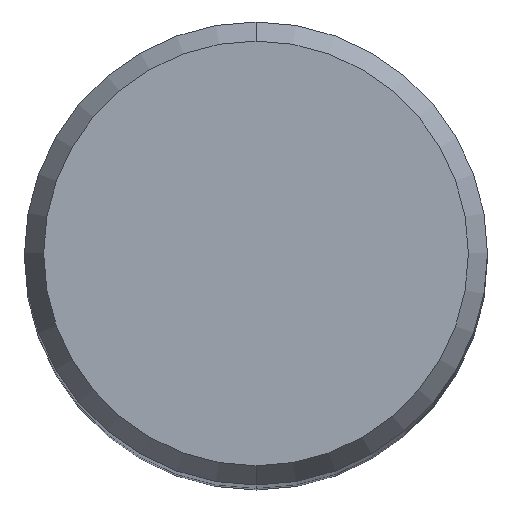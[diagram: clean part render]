
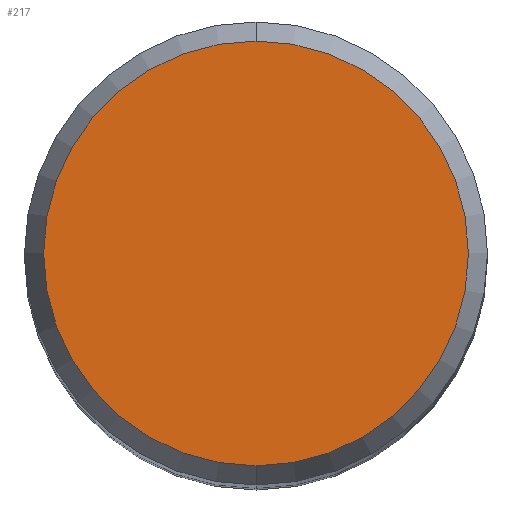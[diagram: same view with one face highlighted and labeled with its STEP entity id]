
A CAD part, top view. The second image highlights one B-rep face of the part: STEP entity #217.
In plain terms, the highlighted planar face has unit normal (0, 0, 1).
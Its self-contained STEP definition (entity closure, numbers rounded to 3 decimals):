
#205=VERTEX_POINT('',#460);
#217=ADVANCED_FACE('',(#476),#477,.T.);
#221=VERTEX_POINT('',#482);
#257=EDGE_CURVE('',#205,#221,#521,.T.);
#329=EDGE_CURVE('',#221,#205,#601,.T.);
#460=CARTESIAN_POINT('',(0.,-5.098,0.));
#476=FACE_OUTER_BOUND('',#778,.T.);
#477=PLANE('',#779);
#482=CARTESIAN_POINT('',(0.0,5.098,0.));
#521=CIRCLE('',#891,5.098);
#601=CIRCLE('',#1103,5.098);
#778=EDGE_LOOP('',(#1356,#1357));
#779=AXIS2_PLACEMENT_3D('',#1358,#1359,#1360);
#891=AXIS2_PLACEMENT_3D('',#1402,#1403,#1404);
#1103=AXIS2_PLACEMENT_3D('',#1509,#1510,#1511);
#1356=ORIENTED_EDGE('',*,*,#329,.F.);
#1357=ORIENTED_EDGE('',*,*,#257,.F.);
#1358=CARTESIAN_POINT('',(0.0,2.549,0.));
#1359=DIRECTION('',(-0.0,0.0,1.0));
#1360=DIRECTION('',(0.0,-1.0,0.0));
#1402=CARTESIAN_POINT('',(0.0,0.0,0.));
#1403=DIRECTION('',(0.0,0.0,-1.0));
#1404=DIRECTION('',(0.0,1.0,0.0));
#1509=CARTESIAN_POINT('',(0.0,0.0,0.));
#1510=DIRECTION('',(0.0,0.0,-1.0));
#1511=DIRECTION('',(0.0,1.0,0.0));
